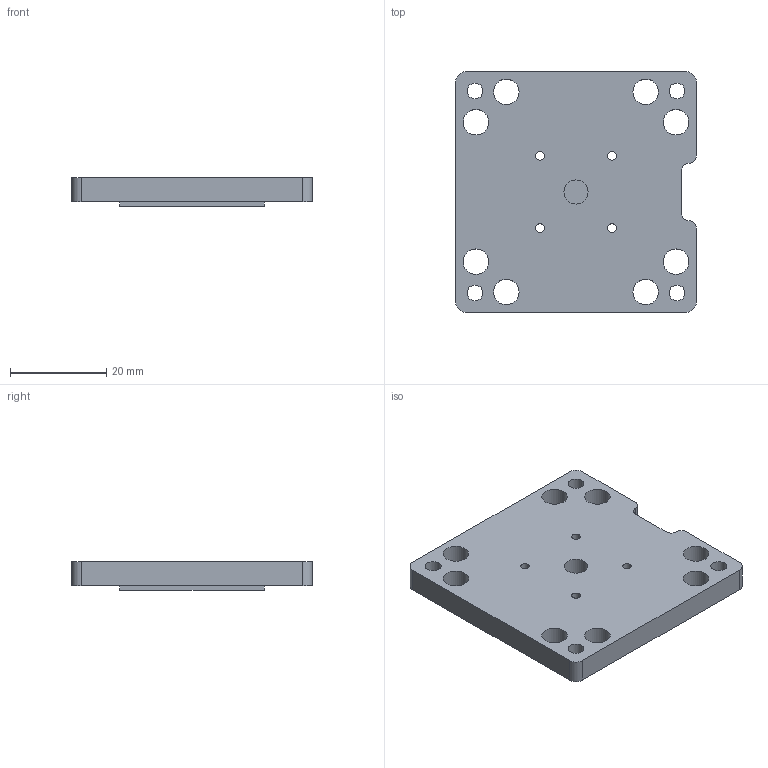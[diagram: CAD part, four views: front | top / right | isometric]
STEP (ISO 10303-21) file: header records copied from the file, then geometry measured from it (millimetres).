
FILE_DESCRIPTION(/* description */ (''),/* implementation_level */ '2;1');
FILE_NAME(/* name */ 'Assembly_Cube_LED_Matrix_v3.iam.step',/* time_stamp */ '2022-11-29T09:05:57+01:00',/* author */ ('diederichbenedict'),/* organization */ (''),/* preprocessor_version */ 'ST-DEVELOPER v18.1',/* originating_system */ 'Autodesk Inventor 2022',/* authorisation */ '');
FILE_SCHEMA (('AUTOMOTIVE_DESIGN { 1 0 10303 214 3 1 1 }'));
Length unit declared in the file: millimetre
Products named in the file (3): Assembly_Cube_LED_Matrix_v3; 00_LED-ARRAY_4x4; 20_IM_LED_holder
Assembly tree (2 placements, depth 2):
  Assembly_Cube_LED_Matrix_v3
    00_LED-ARRAY_4x4
    20_IM_LED_holder
Bounding box: 50 x 50 x 6 mm (x, y, z)
Volume: 11538.4 mm3; surface area: 8483.8 mm2
Topology: 2 solids, 2 shells, 47 faces, 127 edges, 84 vertices
Faces by surface type: cylinder 29, plane 18
Full cylindrical faces by diameter (mm): 1.8 x4, 2.93 x4, 3.3 x4, 5 x1, 5.3 x8
Entity records: 1703 total; most frequent: DIRECTION 289, CARTESIAN_POINT 263, ORIENTED_EDGE 254, EDGE_CURVE 127, AXIS2_PLACEMENT_3D 110, EDGE_LOOP 89, VERTEX_POINT 84, LINE 69
